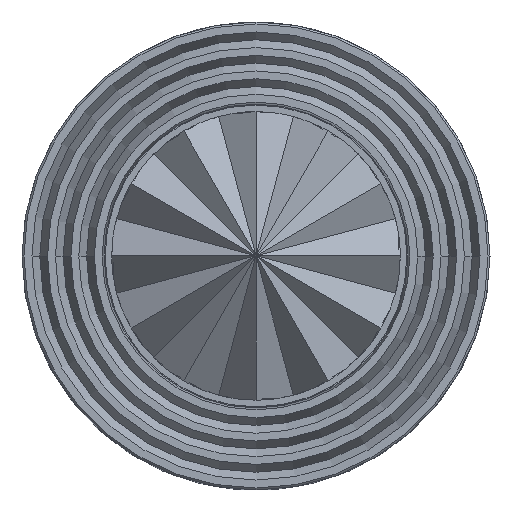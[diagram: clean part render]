
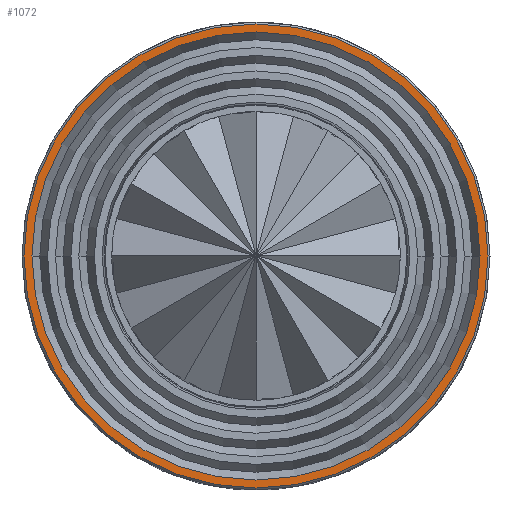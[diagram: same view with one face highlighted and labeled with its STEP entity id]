
A CAD part, top view. The second image highlights one B-rep face of the part: STEP entity #1072.
In plain terms, the highlighted planar face has unit normal (0, 0, 1).
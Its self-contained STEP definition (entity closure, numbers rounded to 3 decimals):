
#1072 = ADVANCED_FACE ( 'NONE', ( #29985, #29991 ), #34052, .F. ) ;
#2408 = EDGE_CURVE ( 'NONE', #27921, #27920, #30106, .T. ) ;
#2409 = EDGE_CURVE ( 'NONE', #27907, #27904, #30108, .T. ) ;
#16497 = AXIS2_PLACEMENT_3D ( 'NONE', #20547, #20548, #20549 ) ;
#16503 = AXIS2_PLACEMENT_3D ( 'NONE', #20581, #20582, #20583 ) ;
#17587 = CARTESIAN_POINT ( 'NONE',  ( -5.95, 0., 5.87 ) ) ;
#17590 = CARTESIAN_POINT ( 'NONE',  ( 5.95, 0., 5.87 ) ) ;
#17603 = CARTESIAN_POINT ( 'NONE',  ( 5.744, 0., 5.87 ) ) ;
#17604 = CARTESIAN_POINT ( 'NONE',  ( -5.744, 0., 5.87 ) ) ;
#18419 = CIRCLE ( 'NONE', #16497, 5.95 ) ;
#18438 = CIRCLE ( 'NONE', #16503, 5.744 ) ;
#20547 = CARTESIAN_POINT ( 'NONE',  ( 0., 0., 5.87 ) ) ;
#20548 = DIRECTION ( 'NONE',  ( 0., 0., 1. ) ) ;
#20549 = DIRECTION ( 'NONE',  ( 1., 0., 0. ) ) ;
#20581 = CARTESIAN_POINT ( 'NONE',  ( 0., 0., 5.87 ) ) ;
#20582 = DIRECTION ( 'NONE',  ( 0., 0., 1. ) ) ;
#20583 = DIRECTION ( 'NONE',  ( -1., 0., 0. ) ) ;
#26952 = ORIENTED_EDGE ( 'NONE', *, *, #2409, .T. ) ;
#26953 = ORIENTED_EDGE ( 'NONE', *, *, #30582, .T. ) ;
#26954 = ORIENTED_EDGE ( 'NONE', *, *, #2408, .F. ) ;
#26955 = ORIENTED_EDGE ( 'NONE', *, *, #30595, .F. ) ;
#27904 = VERTEX_POINT ( 'NONE', #17587 ) ;
#27907 = VERTEX_POINT ( 'NONE', #17590 ) ;
#27920 = VERTEX_POINT ( 'NONE', #17603 ) ;
#27921 = VERTEX_POINT ( 'NONE', #17604 ) ;
#29985 = FACE_OUTER_BOUND ( 'NONE', #31555, .T. ) ;
#29991 = FACE_BOUND ( 'NONE', #31556, .T. ) ;
#30106 = CIRCLE ( 'NONE', #34434, 5.744 ) ;
#30108 = CIRCLE ( 'NONE', #34435, 5.95 ) ;
#30582 = EDGE_CURVE ( 'NONE', #27904, #27907, #18419, .T. ) ;
#30595 = EDGE_CURVE ( 'NONE', #27920, #27921, #18438, .T. ) ;
#31555 = EDGE_LOOP ( 'NONE', ( #26952, #26953 ) ) ;
#31556 = EDGE_LOOP ( 'NONE', ( #26954, #26955 ) ) ;
#34046 = CARTESIAN_POINT ( 'NONE',  ( 0., -6., 5.87 ) ) ;
#34052 = PLANE ( 'NONE',  #34398 ) ;
#34054 = DIRECTION ( 'NONE',  ( 0., 0., -1. ) ) ;
#34055 = DIRECTION ( 'NONE',  ( 1., 0., 0. ) ) ;
#34369 = CARTESIAN_POINT ( 'NONE',  ( 0., 0., 5.87 ) ) ;
#34370 = DIRECTION ( 'NONE',  ( 0., 0., 1. ) ) ;
#34371 = DIRECTION ( 'NONE',  ( -1., 0., 0. ) ) ;
#34374 = CARTESIAN_POINT ( 'NONE',  ( 0., 0., 5.87 ) ) ;
#34375 = DIRECTION ( 'NONE',  ( 0., 0., 1. ) ) ;
#34376 = DIRECTION ( 'NONE',  ( 1., 0., 0. ) ) ;
#34398 = AXIS2_PLACEMENT_3D ( 'NONE', #34046, #34054, #34055 ) ;
#34434 = AXIS2_PLACEMENT_3D ( 'NONE', #34369, #34370, #34371 ) ;
#34435 = AXIS2_PLACEMENT_3D ( 'NONE', #34374, #34375, #34376 ) ;
